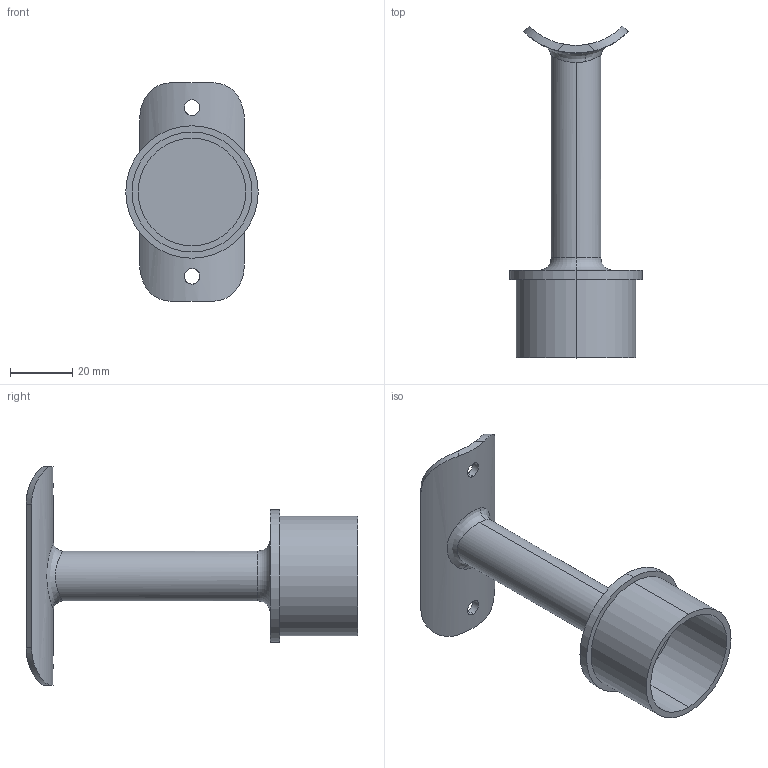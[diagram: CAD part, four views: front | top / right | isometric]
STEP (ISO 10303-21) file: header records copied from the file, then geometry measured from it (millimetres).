
FILE_DESCRIPTION (( 'STEP AP203' ), '1' );
FILE_NAME ('3D_GC_2044_42.4_188704520.STEP', '2024-10-15T15:29:42', ( '' ), ( '' ), 'SwSTEP 2.0', 'SolidWorks 2024', '' );
FILE_SCHEMA (( 'CONFIG_CONTROL_DESIGN' ));
Length unit declared in the file: millimetre
Products named in the file (1): 3D_GC_2044_42.4_188704520
Bounding box: 42.4 x 106.2 x 70 mm (x, y, z)
Volume: 31406.1 mm3; surface area: 16943.1 mm2
Topology: 1 solids, 1 shells, 30 faces, 70 edges, 46 vertices
Faces by surface type: cylinder 18, plane 8, bspline 2, torus 2
Entity records: 1843 total; most frequent: CARTESIAN_POINT 1095, ORIENTED_EDGE 140, DIRECTION 130, EDGE_CURVE 70, AXIS2_PLACEMENT_3D 53, VERTEX_POINT 46, EDGE_LOOP 38, FACE_OUTER_BOUND 30
